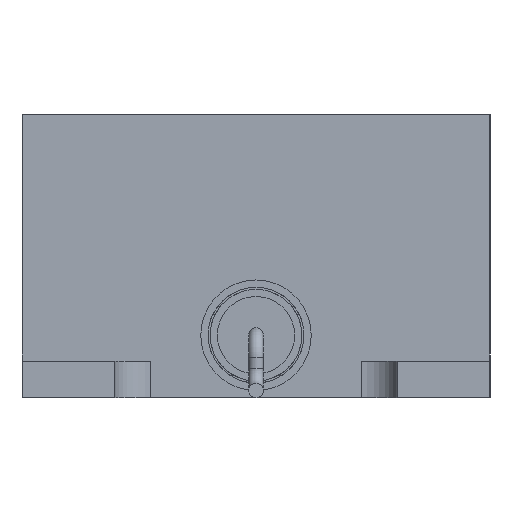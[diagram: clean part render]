
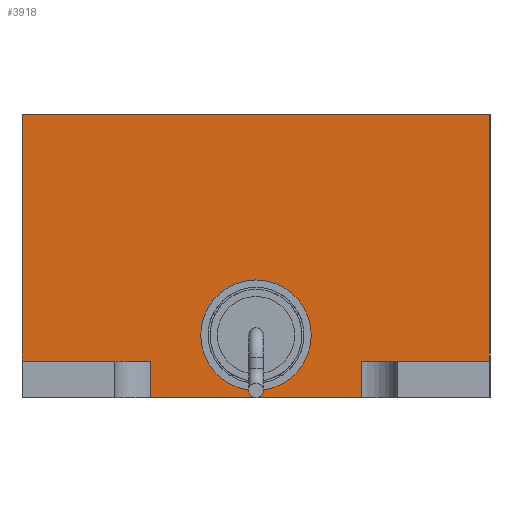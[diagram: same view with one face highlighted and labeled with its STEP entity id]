
A CAD part, left-side view. The second image highlights one B-rep face of the part: STEP entity #3918.
In plain terms, the highlighted planar face has unit normal (-1, 0, 0).
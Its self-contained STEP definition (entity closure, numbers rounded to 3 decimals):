
#3918=ADVANCED_FACE('',(#11092,#11094),#11096,.F.);
#11092=FACE_BOUND('',#11093,.T.);
#11093=EDGE_LOOP('',(#13592,#13593,#13594,#13595,#13596,#13597,#13598,#13599));
#11094=FACE_BOUND('',#11095,.T.);
#11095=EDGE_LOOP('',(#13600));
#11096=PLANE('',#11097);
#11097=AXIS2_PLACEMENT_3D('',#11098,#11099,#11100);
#11098=CARTESIAN_POINT('',(-19.05,2.85,7.7));
#11099=DIRECTION('',(1.,0.,-0.));
#11100=DIRECTION('',(-0.,0.,-1.));
#13592=ORIENTED_EDGE('',*,*,#14902,.F.);
#13593=ORIENTED_EDGE('',*,*,#14903,.F.);
#13594=ORIENTED_EDGE('',*,*,#14904,.T.);
#13595=ORIENTED_EDGE('',*,*,#14905,.F.);
#13596=ORIENTED_EDGE('',*,*,#14887,.F.);
#13597=ORIENTED_EDGE('',*,*,#14906,.F.);
#13598=ORIENTED_EDGE('',*,*,#14899,.T.);
#13599=ORIENTED_EDGE('',*,*,#14907,.T.);
#13600=ORIENTED_EDGE('',*,*,#13779,.T.);
#13779=EDGE_CURVE('',#15012,#15012,#15013,.T.);
#14887=EDGE_CURVE('',#16862,#16865,#16866,.T.);
#14899=EDGE_CURVE('',#16885,#16886,#16887,.T.);
#14902=EDGE_CURVE('',#16890,#16891,#16892,.T.);
#14903=EDGE_CURVE('',#16893,#16890,#16894,.T.);
#14904=EDGE_CURVE('',#16893,#16895,#16896,.T.);
#14905=EDGE_CURVE('',#16865,#16895,#16897,.T.);
#14906=EDGE_CURVE('',#16885,#16862,#16898,.T.);
#14907=EDGE_CURVE('',#16886,#16891,#16899,.T.);
#15012=VERTEX_POINT('',#17479);
#15013=CIRCLE('',#17480,1.5);
#16862=VERTEX_POINT('',#35689);
#16865=VERTEX_POINT('',#35694);
#16866=LINE('',#35695,#35696);
#16885=VERTEX_POINT('',#35738);
#16886=VERTEX_POINT('',#35739);
#16887=LINE('',#35740,#35741);
#16890=VERTEX_POINT('',#35751);
#16891=VERTEX_POINT('',#35752);
#16892=LINE('',#35753,#35754);
#16893=VERTEX_POINT('',#35756);
#16894=LINE('',#35757,#35758);
#16895=VERTEX_POINT('',#35760);
#16896=LINE('',#35761,#35762);
#16897=LINE('',#35764,#35765);
#16898=LINE('',#35767,#35768);
#16899=LINE('',#35770,#35771);
#17479=CARTESIAN_POINT('',(-19.05,0.,0.2));
#17480=AXIS2_PLACEMENT_3D('',#17481,#17482,#17483);
#17481=CARTESIAN_POINT('',(-19.05,0.,1.7));
#17482=DIRECTION('',(1.,0.,-0.));
#17483=DIRECTION('',(0.,0.,1.));
#35689=CARTESIAN_POINT('',(-19.05,6.35,1.));
#35694=CARTESIAN_POINT('',(-19.05,6.35,7.7));
#35695=CARTESIAN_POINT('',(-19.05,6.35,1.));
#35696=VECTOR('',#35697,1.);
#35697=DIRECTION('',(0.,0.,1.));
#35738=CARTESIAN_POINT('',(-19.05,2.85,1.));
#35739=CARTESIAN_POINT('',(-19.05,2.85,0.));
#35740=CARTESIAN_POINT('',(-19.05,2.85,1.));
#35741=VECTOR('',#35742,1.);
#35742=DIRECTION('',(0.,0.,-1.));
#35751=CARTESIAN_POINT('',(-19.05,-2.85,1.));
#35752=CARTESIAN_POINT('',(-19.05,-2.85,0.));
#35753=CARTESIAN_POINT('',(-19.05,-2.85,1.));
#35754=VECTOR('',#35755,1.);
#35755=DIRECTION('',(0.,0.,-1.));
#35756=CARTESIAN_POINT('',(-19.05,-6.35,1.));
#35757=CARTESIAN_POINT('',(-19.05,-6.35,1.));
#35758=VECTOR('',#35759,1.);
#35759=DIRECTION('',(0.,1.,0.));
#35760=CARTESIAN_POINT('',(-19.05,-6.35,7.7));
#35761=CARTESIAN_POINT('',(-19.05,-6.35,1.));
#35762=VECTOR('',#35763,1.);
#35763=DIRECTION('',(0.,0.,1.));
#35764=CARTESIAN_POINT('',(-19.05,6.35,7.7));
#35765=VECTOR('',#35766,1.);
#35766=DIRECTION('',(0.,-1.,0.));
#35767=CARTESIAN_POINT('',(-19.05,2.85,1.));
#35768=VECTOR('',#35769,1.);
#35769=DIRECTION('',(0.,1.,0.));
#35770=CARTESIAN_POINT('',(-19.05,2.85,0.));
#35771=VECTOR('',#35772,1.);
#35772=DIRECTION('',(0.,-1.,0.));
